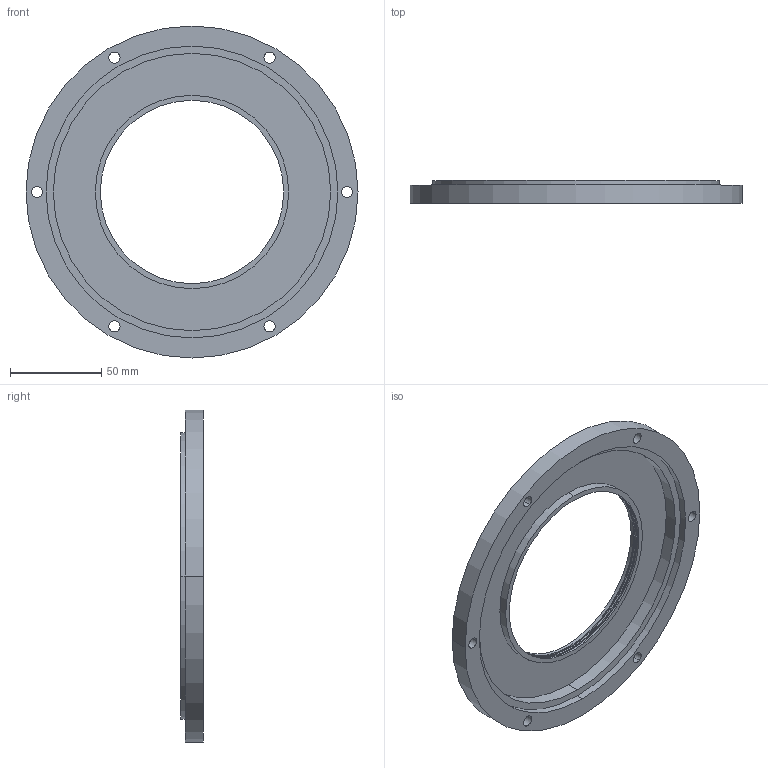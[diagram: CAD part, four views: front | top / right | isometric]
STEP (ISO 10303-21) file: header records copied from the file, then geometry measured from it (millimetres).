
FILE_DESCRIPTION((''),'2;1');
FILE_NAME('3-012','2022-01-09T15:16:53',('Y'),('FoxCAVITY'),'CREO PARAMETRIC BY PTC INC, 2020454','CREO PARAMETRIC BY PTC INC, 2020454','');
FILE_SCHEMA(('CONFIG_CONTROL_DESIGN'));
Length unit declared in the file: millimetre
Products named in the file (1): 3-012
Bounding box: 182 x 12.5 x 182 mm (x, y, z)
Volume: 90574.2 mm3; surface area: 53508.7 mm2
Topology: 1 solids, 1 shells, 54 faces, 120 edges, 76 vertices
Faces by surface type: cylinder 32, cone 12, plane 10
Entity records: 1590 total; most frequent: DIRECTION 304, CARTESIAN_POINT 250, ORIENTED_EDGE 240, AXIS2_PLACEMENT_3D 130, EDGE_CURVE 120, VERTEX_POINT 76, EDGE_LOOP 76, CIRCLE 76
